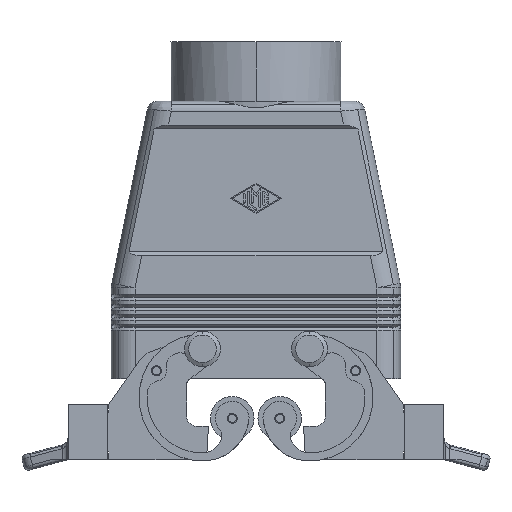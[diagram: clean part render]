
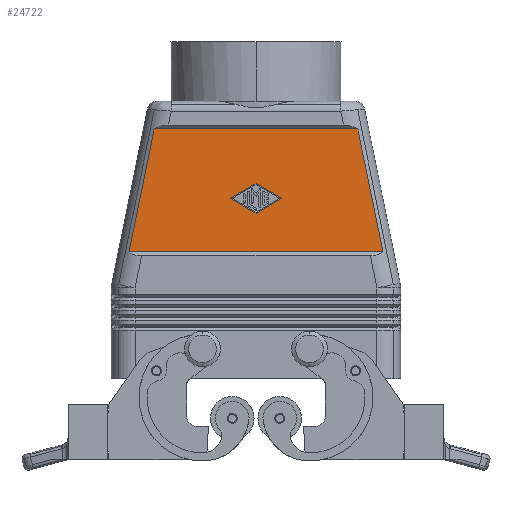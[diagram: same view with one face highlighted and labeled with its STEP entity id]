
A CAD part, front view. The second image highlights one B-rep face of the part: STEP entity #24722.
In plain terms, the highlighted planar face has unit normal (0, -1, 0).
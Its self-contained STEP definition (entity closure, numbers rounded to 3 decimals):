
#1709=CARTESIAN_POINT('',(25.691,-20.5,63.0));
#1710=VERTEX_POINT('',#1709);
#1718=CARTESIAN_POINT('',(32.025,-20.5,32.));
#1719=VERTEX_POINT('',#1718);
#1720=CARTESIAN_POINT('',(25.691,-20.5,63.0));
#1721=DIRECTION('',(0.2,0.0,-0.98));
#1722=VECTOR('',#1721,31.64);
#1723=LINE('',#1720,#1722);
#1724=EDGE_CURVE('',#1710,#1719,#1723,.T.);
#1945=CARTESIAN_POINT('',(-32.025,-20.5,32.));
#1946=VERTEX_POINT('',#1945);
#1954=CARTESIAN_POINT('',(-25.691,-20.5,63.0));
#1955=VERTEX_POINT('',#1954);
#1956=CARTESIAN_POINT('',(-32.025,-20.5,32.));
#1957=DIRECTION('',(0.2,0.0,0.98));
#1958=VECTOR('',#1957,31.64);
#1959=LINE('',#1956,#1958);
#1960=EDGE_CURVE('',#1946,#1955,#1959,.T.);
#23867=CARTESIAN_POINT('',(0.,-20.5,49.249));
#23868=VERTEX_POINT('',#23867);
#23869=CARTESIAN_POINT('',(6.5,-20.5,45.5));
#23870=VERTEX_POINT('',#23869);
#23871=CARTESIAN_POINT('',(0.,-20.5,49.249));
#23872=DIRECTION('',(0.866,0.0,-0.5));
#23873=VECTOR('',#23872,7.504);
#23874=LINE('',#23871,#23873);
#23875=EDGE_CURVE('',#23868,#23870,#23874,.T.);
#23907=CARTESIAN_POINT('',(0.,-20.5,41.751));
#23908=VERTEX_POINT('',#23907);
#23909=CARTESIAN_POINT('',(6.5,-20.5,45.5));
#23910=DIRECTION('',(-0.866,0.0,-0.5));
#23911=VECTOR('',#23910,7.504);
#23912=LINE('',#23909,#23911);
#23913=EDGE_CURVE('',#23870,#23908,#23912,.T.);
#23991=CARTESIAN_POINT('',(-6.5,-20.5,45.5));
#23992=VERTEX_POINT('',#23991);
#23993=CARTESIAN_POINT('',(0.,-20.5,41.751));
#23994=DIRECTION('',(-0.866,0.0,0.5));
#23995=VECTOR('',#23994,7.504);
#23996=LINE('',#23993,#23995);
#23997=EDGE_CURVE('',#23908,#23992,#23996,.T.);
#24022=CARTESIAN_POINT('',(-6.5,-20.5,45.5));
#24023=DIRECTION('',(0.866,0.0,0.5));
#24024=VECTOR('',#24023,7.504);
#24025=LINE('',#24022,#24024);
#24026=EDGE_CURVE('',#23992,#23868,#24025,.T.);
#24695=CARTESIAN_POINT('',(0.0,-20.5,63.0));
#24696=DIRECTION('',(0.0,1.0,0.0));
#24697=DIRECTION('',(0.0,0.0,1.0));
#24698=AXIS2_PLACEMENT_3D('',#24695,#24696,#24697);
#24699=PLANE('',#24698);
#24700=ORIENTED_EDGE('',*,*,#1724,.F.);
#24701=CARTESIAN_POINT('',(-25.691,-20.5,63.0));
#24702=DIRECTION('',(1.0,0.0,0.0));
#24703=VECTOR('',#24702,51.383);
#24704=LINE('',#24701,#24703);
#24705=EDGE_CURVE('',#1955,#1710,#24704,.T.);
#24706=ORIENTED_EDGE('',*,*,#24705,.F.);
#24707=ORIENTED_EDGE('',*,*,#1960,.F.);
#24708=CARTESIAN_POINT('',(-32.025,-20.5,32.));
#24709=DIRECTION('',(1.0,0.0,0.0));
#24710=VECTOR('',#24709,64.049);
#24711=LINE('',#24708,#24710);
#24712=EDGE_CURVE('',#1946,#1719,#24711,.T.);
#24713=ORIENTED_EDGE('',*,*,#24712,.T.);
#24714=EDGE_LOOP('',(#24700,#24706,#24707,#24713));
#24715=FACE_OUTER_BOUND('',#24714,.T.);
#24716=ORIENTED_EDGE('',*,*,#23997,.T.);
#24717=ORIENTED_EDGE('',*,*,#24026,.T.);
#24718=ORIENTED_EDGE('',*,*,#23875,.T.);
#24719=ORIENTED_EDGE('',*,*,#23913,.T.);
#24720=EDGE_LOOP('',(#24716,#24717,#24718,#24719));
#24721=FACE_BOUND('',#24720,.T.);
#24722=ADVANCED_FACE('',(#24715,#24721),#24699,.F.);
